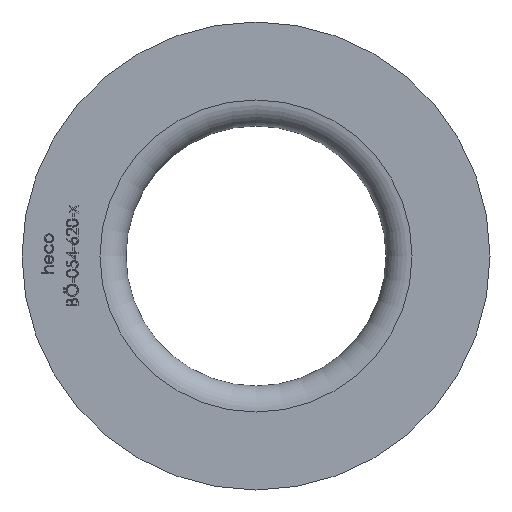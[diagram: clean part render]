
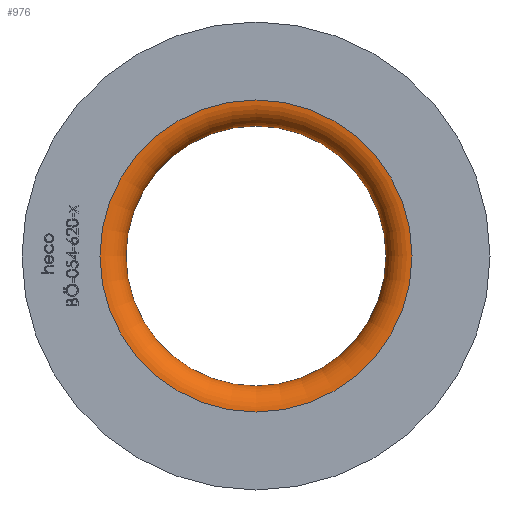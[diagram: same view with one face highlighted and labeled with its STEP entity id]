
A CAD part, left-side view. The second image highlights one B-rep face of the part: STEP entity #976.
In plain terms, the highlighted toroidal (fillet/blend) face has major radius 30 mm and minor radius 5 mm.
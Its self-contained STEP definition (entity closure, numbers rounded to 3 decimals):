
#817 = CIRCLE ( 'NONE', #14652, 25. ) ;
#976 = ADVANCED_FACE ( 'NONE', ( #8361, #3936 ), #2408, .T. ) ;
#1455 = CIRCLE ( 'NONE', #7258, 30. ) ;
#1991 = ORIENTED_EDGE ( 'NONE', *, *, #13951, .F. ) ;
#2408 = TOROIDAL_SURFACE ( 'NONE', #2646, 30., 5. ) ;
#2646 = AXIS2_PLACEMENT_3D ( 'NONE', #9649, #8577, #11925 ) ;
#3584 = EDGE_CURVE ( 'NONE', #9646, #9646, #1455, .T. ) ;
#3936 = FACE_OUTER_BOUND ( 'NONE', #11062, .T. ) ;
#4776 = CARTESIAN_POINT ( 'NONE',  ( 0., 0., 0. ) ) ;
#7258 = AXIS2_PLACEMENT_3D ( 'NONE', #4776, #9439, #11794 ) ;
#8028 = DIRECTION ( 'NONE',  ( 0., 0., -1. ) ) ;
#8361 = FACE_OUTER_BOUND ( 'NONE', #12391, .T. ) ;
#8577 = DIRECTION ( 'NONE',  ( 1., 0., 0. ) ) ;
#9439 = DIRECTION ( 'NONE',  ( 1., 0., 0. ) ) ;
#9646 = VERTEX_POINT ( 'NONE', #14144 ) ;
#9649 = CARTESIAN_POINT ( 'NONE',  ( 5., 0., 0. ) ) ;
#10017 = ORIENTED_EDGE ( 'NONE', *, *, #3584, .F. ) ;
#11062 = EDGE_LOOP ( 'NONE', ( #1991 ) ) ;
#11453 = DIRECTION ( 'NONE',  ( -1., 0., 0. ) ) ;
#11794 = DIRECTION ( 'NONE',  ( 0., 0., -1. ) ) ;
#11925 = DIRECTION ( 'NONE',  ( 0., 0., -1. ) ) ;
#12391 = EDGE_LOOP ( 'NONE', ( #10017 ) ) ;
#13139 = VERTEX_POINT ( 'NONE', #14214 ) ;
#13570 = CARTESIAN_POINT ( 'NONE',  ( 5., 0., 0. ) ) ;
#13951 = EDGE_CURVE ( 'NONE', #13139, #13139, #817, .T. ) ;
#14144 = CARTESIAN_POINT ( 'NONE',  ( 0., 0., -30. ) ) ;
#14214 = CARTESIAN_POINT ( 'NONE',  ( 5., 0., -25. ) ) ;
#14652 = AXIS2_PLACEMENT_3D ( 'NONE', #13570, #11453, #8028 ) ;
